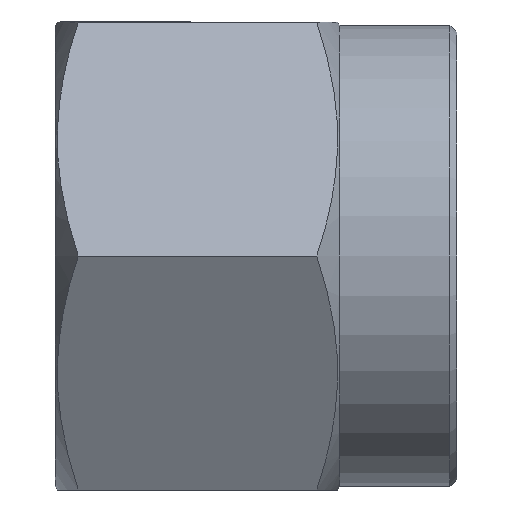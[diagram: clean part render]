
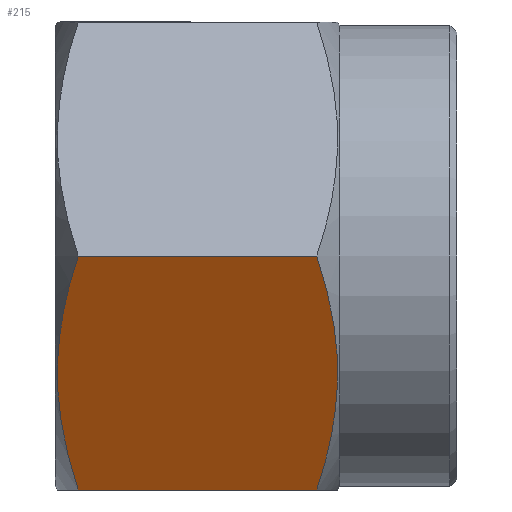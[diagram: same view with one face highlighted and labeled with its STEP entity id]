
A CAD part, left-side view. The second image highlights one B-rep face of the part: STEP entity #215.
In plain terms, the highlighted planar face has unit normal (-0.866, 0, -0.5).
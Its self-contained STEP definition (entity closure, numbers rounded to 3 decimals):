
#13 = EDGE_LOOP ( 'NONE', ( #137, #138, #134, #140 ) ) ;
#65 = VERTEX_POINT ( 'NONE', #326 ) ;
#66 = VERTEX_POINT ( 'NONE', #327 ) ;
#67 = VERTEX_POINT ( 'NONE', #328 ) ;
#68 = VERTEX_POINT ( 'NONE', #329 ) ;
#134 = ORIENTED_EDGE ( 'NONE', *, *, #276, .F. ) ;
#137 = ORIENTED_EDGE ( 'NONE', *, *, #275, .T. ) ;
#138 = ORIENTED_EDGE ( 'NONE', *, *, #270, .F. ) ;
#140 = ORIENTED_EDGE ( 'NONE', *, *, #277, .F. ) ;
#215 = ADVANCED_FACE ( 'NONE', ( #542 ), #370, .F. ) ;
#270 = EDGE_CURVE ( 'NONE', #65, #66, #587, .T. ) ;
#275 = EDGE_CURVE ( 'NONE', #67, #66, #733, .T. ) ;
#276 = EDGE_CURVE ( 'NONE', #68, #65, #734, .T. ) ;
#277 = EDGE_CURVE ( 'NONE', #67, #68, #580, .T. ) ;
#326 = CARTESIAN_POINT ( 'NONE',  ( -8.083, 4.183, 0. ) ) ;
#327 = CARTESIAN_POINT ( 'NONE',  ( -4.041, 4.183, -7. ) ) ;
#328 = CARTESIAN_POINT ( 'NONE',  ( -4.041, 11.317, -7. ) ) ;
#329 = CARTESIAN_POINT ( 'NONE',  ( -8.083, 11.317, 0. ) ) ;
#370 = PLANE ( 'NONE',  #609 ) ;
#371 = CARTESIAN_POINT ( 'NONE',  ( -4.041, 12., -7. ) ) ;
#372 = DIRECTION ( 'NONE',  ( 0.866, 0., 0.5 ) ) ;
#373 = DIRECTION ( 'NONE',  ( 0.5, 0., -0.866 ) ) ;
#542 = FACE_OUTER_BOUND ( 'NONE', #13, .T. ) ;
#580 = B_SPLINE_CURVE_WITH_KNOTS ( 'NONE', 3,
 ( #820, #821, #822, #823, #824, #825, #826, #827, #828, #829, #830, #831 ),
 .UNSPECIFIED., .F., .F.,
 ( 4, 2, 2, 2, 2, 4 ),
 ( 0., 0.002, 0.004, 0.005, 0.006, 0.008 ),
 .UNSPECIFIED. ) ;
#587 = B_SPLINE_CURVE_WITH_KNOTS ( 'NONE', 3,
 ( #789, #790, #791, #792, #793, #794, #795, #796, #797, #798, #799, #800 ),
 .UNSPECIFIED., .F., .F.,
 ( 4, 2, 2, 2, 2, 4 ),
 ( 0., 0.002, 0.004, 0.005, 0.006, 0.008 ),
 .UNSPECIFIED. ) ;
#609 = AXIS2_PLACEMENT_3D ( 'NONE', #371, #372, #373 ) ;
#671 = VECTOR ( 'NONE', #817, 1000. ) ;
#673 = VECTOR ( 'NONE', #819, 1000. ) ;
#733 = LINE ( 'NONE', #816, #671 ) ;
#734 = LINE ( 'NONE', #818, #673 ) ;
#789 = CARTESIAN_POINT ( 'NONE',  ( -8.083, 4.183, 0. ) ) ;
#790 = CARTESIAN_POINT ( 'NONE',  ( -7.753, 3.992, -0.571 ) ) ;
#791 = CARTESIAN_POINT ( 'NONE',  ( -7.421, 3.835, -1.147 ) ) ;
#792 = CARTESIAN_POINT ( 'NONE',  ( -6.749, 3.618, -2.31 ) ) ;
#793 = CARTESIAN_POINT ( 'NONE',  ( -6.41, 3.558, -2.898 ) ) ;
#794 = CARTESIAN_POINT ( 'NONE',  ( -5.894, 3.558, -3.791 ) ) ;
#795 = CARTESIAN_POINT ( 'NONE',  ( -5.722, 3.572, -4.09 ) ) ;
#796 = CARTESIAN_POINT ( 'NONE',  ( -5.38, 3.629, -4.681 ) ) ;
#797 = CARTESIAN_POINT ( 'NONE',  ( -5.211, 3.671, -4.975 ) ) ;
#798 = CARTESIAN_POINT ( 'NONE',  ( -4.705, 3.835, -5.851 ) ) ;
#799 = CARTESIAN_POINT ( 'NONE',  ( -4.372, 3.992, -6.428 ) ) ;
#800 = CARTESIAN_POINT ( 'NONE',  ( -4.041, 4.183, -7. ) ) ;
#816 = CARTESIAN_POINT ( 'NONE',  ( -4.041, 12., -7. ) ) ;
#817 = DIRECTION ( 'NONE',  ( 0., -1., 0. ) ) ;
#818 = CARTESIAN_POINT ( 'NONE',  ( -8.083, 12., 0. ) ) ;
#819 = DIRECTION ( 'NONE',  ( 0., -1., 0. ) ) ;
#820 = CARTESIAN_POINT ( 'NONE',  ( -4.041, 11.317, -7. ) ) ;
#821 = CARTESIAN_POINT ( 'NONE',  ( -4.371, 11.508, -6.429 ) ) ;
#822 = CARTESIAN_POINT ( 'NONE',  ( -4.704, 11.665, -5.853 ) ) ;
#823 = CARTESIAN_POINT ( 'NONE',  ( -5.375, 11.882, -4.69 ) ) ;
#824 = CARTESIAN_POINT ( 'NONE',  ( -5.715, 11.942, -4.102 ) ) ;
#825 = CARTESIAN_POINT ( 'NONE',  ( -6.23, 11.942, -3.209 ) ) ;
#826 = CARTESIAN_POINT ( 'NONE',  ( -6.403, 11.928, -2.91 ) ) ;
#827 = CARTESIAN_POINT ( 'NONE',  ( -6.744, 11.871, -2.319 ) ) ;
#828 = CARTESIAN_POINT ( 'NONE',  ( -6.914, 11.829, -2.025 ) ) ;
#829 = CARTESIAN_POINT ( 'NONE',  ( -7.419, 11.665, -1.149 ) ) ;
#830 = CARTESIAN_POINT ( 'NONE',  ( -7.753, 11.508, -0.572 ) ) ;
#831 = CARTESIAN_POINT ( 'NONE',  ( -8.083, 11.317, 0. ) ) ;
